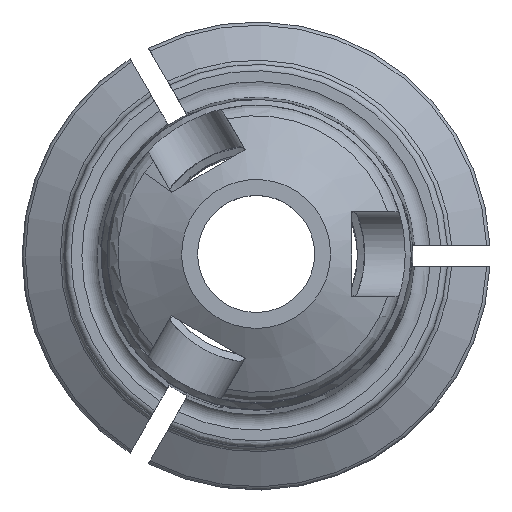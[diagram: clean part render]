
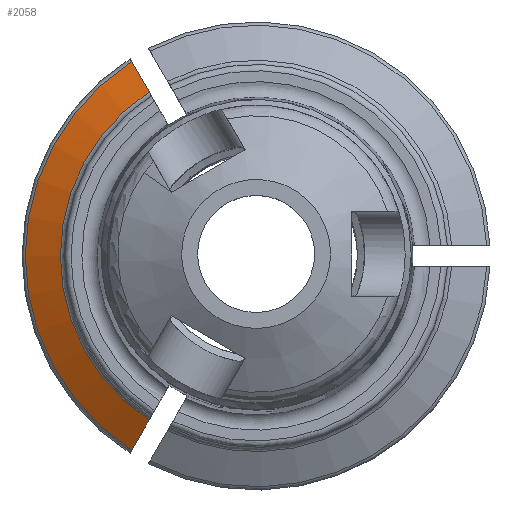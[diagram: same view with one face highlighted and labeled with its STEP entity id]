
A CAD part, top view. The second image highlights one B-rep face of the part: STEP entity #2058.
In plain terms, the highlighted conical face has half-angle 60 degrees and reference radius 9 mm.
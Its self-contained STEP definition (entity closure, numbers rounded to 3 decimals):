
#246=B_SPLINE_CURVE_WITH_KNOTS('',3,(#2951,#2952,#2953,#2954),
 .UNSPECIFIED.,.F.,.F.,(4,4),(0.023,0.025),
 .UNSPECIFIED.);
#260=B_SPLINE_CURVE_WITH_KNOTS('',3,(#3050,#3051,#3052,#3053),
 .UNSPECIFIED.,.F.,.F.,(4,4),(0.023,0.025),
 .UNSPECIFIED.);
#454=ORIENTED_EDGE('',*,*,#858,.T.);
#455=ORIENTED_EDGE('',*,*,#886,.F.);
#456=ORIENTED_EDGE('',*,*,#848,.T.);
#457=ORIENTED_EDGE('',*,*,#916,.T.);
#848=EDGE_CURVE('',#1093,#1094,#1257,.T.);
#858=EDGE_CURVE('',#1104,#1103,#1262,.T.);
#886=EDGE_CURVE('',#1093,#1103,#246,.T.);
#916=EDGE_CURVE('',#1094,#1104,#260,.T.);
#1093=VERTEX_POINT('',#2806);
#1094=VERTEX_POINT('',#2807);
#1103=VERTEX_POINT('',#2842);
#1104=VERTEX_POINT('',#2844);
#1257=CIRCLE('',#2151,9.2);
#1262=CIRCLE('',#2158,10.85);
#1353=EDGE_LOOP('',(#454,#455,#456,#457));
#1476=FACE_BOUND('',#1353,.T.);
#1578=CONICAL_SURFACE('',#2188,9.,1.047);
#2058=ADVANCED_FACE('',(#1476),#1578,.T.);
#2151=AXIS2_PLACEMENT_3D('',#2805,#2354,#2355);
#2158=AXIS2_PLACEMENT_3D('',#2843,#2368,#2369);
#2188=AXIS2_PLACEMENT_3D('',#3049,#2445,#2446);
#2354=DIRECTION('',(0.,0.,-1.));
#2355=DIRECTION('',(-1.,0.,0.));
#2368=DIRECTION('',(0.,0.,1.));
#2369=DIRECTION('',(1.,0.,0.));
#2445=DIRECTION('',(0.,0.,-1.));
#2446=DIRECTION('',(-1.,0.,0.));
#2805=CARTESIAN_POINT('',(0.,0.,2.885));
#2806=CARTESIAN_POINT('',(-5.026,-7.706,2.885));
#2807=CARTESIAN_POINT('',(-5.026,7.706,2.885));
#2842=CARTESIAN_POINT('',(-5.852,-9.136,1.932));
#2843=CARTESIAN_POINT('',(0.,0.,1.932));
#2844=CARTESIAN_POINT('',(-5.852,9.136,1.932));
#2951=CARTESIAN_POINT('',(-5.026,-7.706,2.885));
#2952=CARTESIAN_POINT('',(-5.302,-8.183,2.567));
#2953=CARTESIAN_POINT('',(-5.577,-8.66,2.249));
#2954=CARTESIAN_POINT('',(-5.852,-9.136,1.932));
#3049=CARTESIAN_POINT('',(0.,0.,3.));
#3050=CARTESIAN_POINT('',(-5.026,7.706,2.885));
#3051=CARTESIAN_POINT('',(-5.302,8.183,2.567));
#3052=CARTESIAN_POINT('',(-5.577,8.66,2.249));
#3053=CARTESIAN_POINT('',(-5.852,9.136,1.932));
